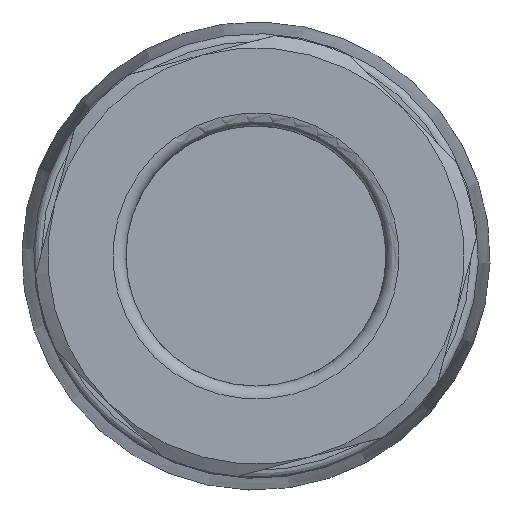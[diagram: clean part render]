
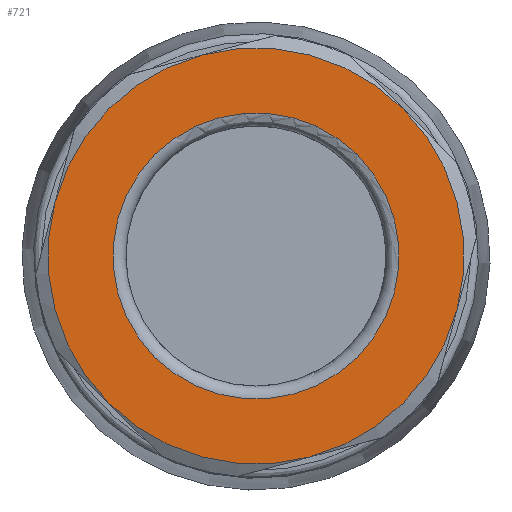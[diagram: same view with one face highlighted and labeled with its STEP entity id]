
A CAD part, front view. The second image highlights one B-rep face of the part: STEP entity #721.
In plain terms, the highlighted planar face has unit normal (0, -1, 0).
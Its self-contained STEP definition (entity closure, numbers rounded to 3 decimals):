
#630=PLANE('',#2034);
#721=ADVANCED_FACE('',(#852,#853),#630,.T.);
#852=FACE_BOUND('',#1003,.T.);
#853=FACE_BOUND('',#1004,.T.);
#1003=EDGE_LOOP('',(#1313));
#1004=EDGE_LOOP('',(#1314,#1315,#1316,#1317,#1318,#1319));
#1313=ORIENTED_EDGE('',*,*,#1753,.T.);
#1314=ORIENTED_EDGE('',*,*,#1724,.T.);
#1315=ORIENTED_EDGE('',*,*,#1726,.T.);
#1316=ORIENTED_EDGE('',*,*,#1734,.T.);
#1317=ORIENTED_EDGE('',*,*,#1738,.T.);
#1318=ORIENTED_EDGE('',*,*,#1744,.T.);
#1319=ORIENTED_EDGE('',*,*,#1750,.T.);
#1556=VERTEX_POINT('',#3485);
#1557=VERTEX_POINT('',#3487);
#1558=VERTEX_POINT('',#3494);
#1561=VERTEX_POINT('',#3518);
#1564=VERTEX_POINT('',#3528);
#1567=VERTEX_POINT('',#3545);
#1570=VERTEX_POINT('',#3572);
#1724=EDGE_CURVE('',#1557,#1556,#1864,.T.);
#1726=EDGE_CURVE('',#1556,#1558,#1865,.T.);
#1734=EDGE_CURVE('',#1558,#1561,#1867,.T.);
#1738=EDGE_CURVE('',#1561,#1564,#1869,.T.);
#1744=EDGE_CURVE('',#1564,#1567,#1871,.T.);
#1750=EDGE_CURVE('',#1567,#1557,#1873,.T.);
#1753=EDGE_CURVE('',#1570,#1570,#1874,.T.);
#1864=CIRCLE('',#2013,8.);
#1865=CIRCLE('',#2015,8.);
#1867=CIRCLE('',#2019,8.);
#1869=CIRCLE('',#2023,8.);
#1871=CIRCLE('',#2027,8.);
#1873=CIRCLE('',#2031,8.);
#1874=CIRCLE('',#2033,5.5);
#2013=AXIS2_PLACEMENT_3D('',#3486,#2355,#2356);
#2015=AXIS2_PLACEMENT_3D('',#3493,#2359,#2360);
#2019=AXIS2_PLACEMENT_3D('',#3519,#2369,#2370);
#2023=AXIS2_PLACEMENT_3D('',#3527,#2379,#2380);
#2027=AXIS2_PLACEMENT_3D('',#3544,#2389,#2390);
#2031=AXIS2_PLACEMENT_3D('',#3561,#2399,#2400);
#2033=AXIS2_PLACEMENT_3D('',#3571,#2403,#2404);
#2034=AXIS2_PLACEMENT_3D('',#3573,#2405,#2406);
#2355=DIRECTION('',(0.,-1.,0.));
#2356=DIRECTION('',(0.707,0.,-0.707));
#2359=DIRECTION('',(0.,-1.,0.));
#2360=DIRECTION('',(0.707,0.,-0.707));
#2369=DIRECTION('',(0.,-1.,0.));
#2370=DIRECTION('',(0.707,0.,-0.707));
#2379=DIRECTION('',(0.,-1.,0.));
#2380=DIRECTION('',(0.707,0.,-0.707));
#2389=DIRECTION('',(0.,-1.,0.));
#2390=DIRECTION('',(0.707,0.,-0.707));
#2399=DIRECTION('',(0.,-1.,0.));
#2400=DIRECTION('',(0.707,0.,-0.707));
#2403=DIRECTION('',(0.,1.,0.));
#2404=DIRECTION('',(0.707,0.,-0.707));
#2405=DIRECTION('',(0.,-1.,0.));
#2406=DIRECTION('',(0.707,0.,-0.707));
#3485=CARTESIAN_POINT('',(27.641,-76.,5.657));
#3486=CARTESIAN_POINT('',(21.985,-76.,0.));
#3487=CARTESIAN_POINT('',(29.712,-76.,-2.071));
#3493=CARTESIAN_POINT('',(21.985,-76.,0.));
#3494=CARTESIAN_POINT('',(19.914,-76.,7.727));
#3518=CARTESIAN_POINT('',(14.257,-76.,2.071));
#3519=CARTESIAN_POINT('',(21.985,-76.,0.));
#3527=CARTESIAN_POINT('',(21.985,-76.,0.));
#3528=CARTESIAN_POINT('',(16.328,-76.,-5.657));
#3544=CARTESIAN_POINT('',(21.985,-76.,0.));
#3545=CARTESIAN_POINT('',(24.055,-76.,-7.727));
#3561=CARTESIAN_POINT('',(21.985,-76.,0.));
#3571=CARTESIAN_POINT('',(21.985,-76.,0.));
#3572=CARTESIAN_POINT('',(25.874,-76.,-3.889));
#3573=CARTESIAN_POINT('',(15.974,-76.,6.01));
